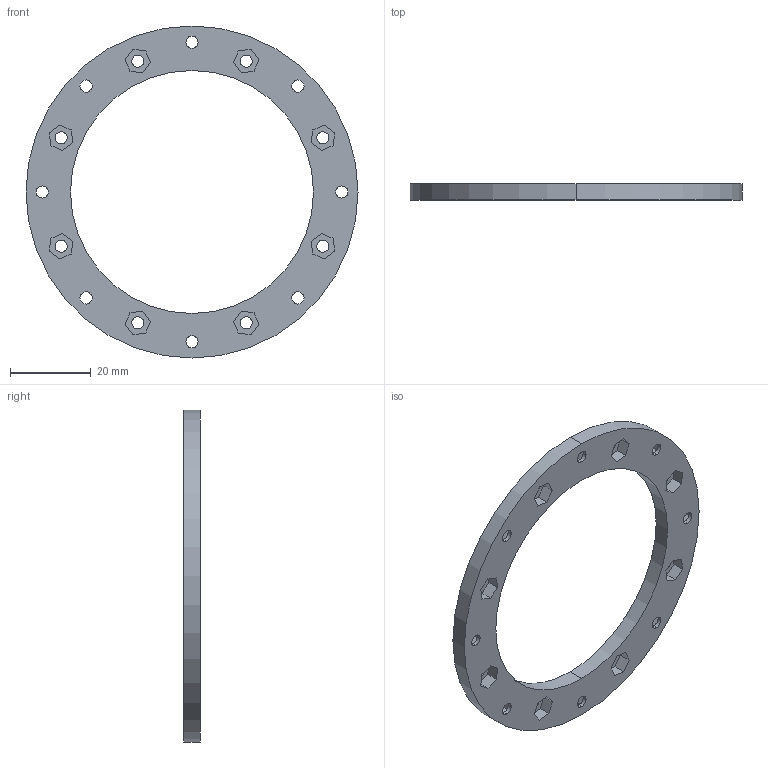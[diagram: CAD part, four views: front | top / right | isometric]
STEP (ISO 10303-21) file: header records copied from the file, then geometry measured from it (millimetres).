
FILE_DESCRIPTION (( 'STEP AP214' ), '1' );
FILE_NAME ('gim6010蛌諉遠.S', '2024-10-13T07:54:02', ( '' ), ( '' ), 'SwSTEP 2.0', 'SolidWorks 2024', '' );
FILE_SCHEMA (( 'AUTOMOTIVE_DESIGN' ));
Length unit declared in the file: millimetre
Products named in the file (1): gim6010转接环
Bounding box: 82 x 4 x 82 mm (x, y, z)
Volume: 8443.8 mm3; surface area: 7530.7 mm2
Topology: 1 solids, 1 shells, 150 faces, 396 edges, 264 vertices
Faces by surface type: plane 114, cylinder 36
Entity records: 4703 total; most frequent: CARTESIAN_POINT 811, ORIENTED_EDGE 792, DIRECTION 770, EDGE_CURVE 396, LINE 324, VECTOR 324, VERTEX_POINT 264, AXIS2_PLACEMENT_3D 223
